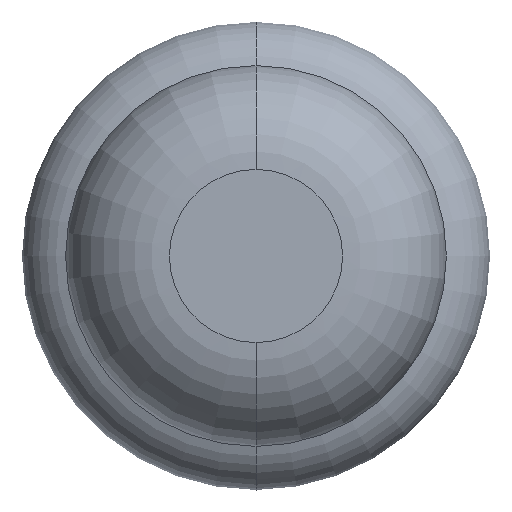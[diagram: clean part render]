
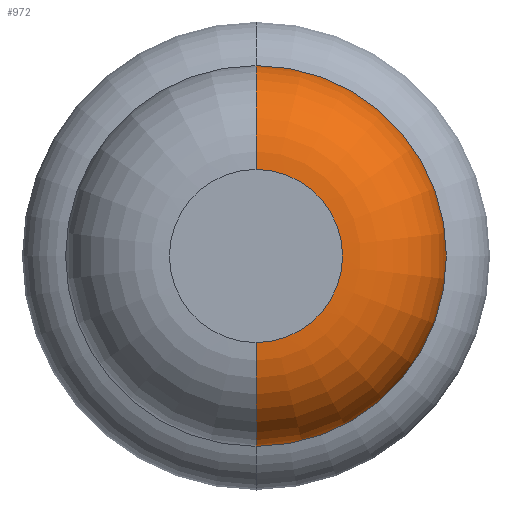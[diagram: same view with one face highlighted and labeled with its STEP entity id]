
A CAD part, front view. The second image highlights one B-rep face of the part: STEP entity #972.
In plain terms, the highlighted toroidal (fillet/blend) face has major radius 0.375 mm and minor radius 0.45 mm.
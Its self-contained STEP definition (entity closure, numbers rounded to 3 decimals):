
#69 = ORIENTED_EDGE ( 'NONE', *, *, #2879, .T. ) ;
#234 = DIRECTION ( 'NONE',  ( 1., 0., 0. ) ) ;
#510 = DIRECTION ( 'NONE',  ( 0., 0., 1. ) ) ;
#623 = AXIS2_PLACEMENT_3D ( 'NONE', #2091, #4565, #2803 ) ;
#637 = ORIENTED_EDGE ( 'NONE', *, *, #1873, .T. ) ;
#692 = ORIENTED_EDGE ( 'NONE', *, *, #731, .F. ) ;
#694 = CIRCLE ( 'NONE', #4312, 0.825 ) ;
#717 = VERTEX_POINT ( 'NONE', #2652 ) ;
#731 = EDGE_CURVE ( 'NONE', #2076, #2857, #1740, .T. ) ;
#972 = ADVANCED_FACE ( 'Defeature ausgef�hrt6_45', ( #4368 ), #4659, .T. ) ;
#1142 = CARTESIAN_POINT ( 'NONE',  ( 0., -26., 0.375 ) ) ;
#1170 = AXIS2_PLACEMENT_3D ( 'NONE', #1405, #3905, #4276 ) ;
#1211 = AXIS2_PLACEMENT_3D ( 'NONE', #3625, #3670, #1857 ) ;
#1405 = CARTESIAN_POINT ( 'NONE',  ( 0., -25.55, 0.375 ) ) ;
#1497 = CIRCLE ( 'NONE', #1211, 0.375 ) ;
#1538 = EDGE_LOOP ( 'NONE', ( #69, #637, #4234, #692 ) ) ;
#1740 = CIRCLE ( 'NONE', #1170, 0.45 ) ;
#1857 = DIRECTION ( 'NONE',  ( 0., 0., 1. ) ) ;
#1873 = EDGE_CURVE ( 'NONE', #717, #4075, #3157, .T. ) ;
#1883 = CARTESIAN_POINT ( 'NONE',  ( 0., -25.55, 0.825 ) ) ;
#2025 = DIRECTION ( 'NONE',  ( 0., 1., 0. ) ) ;
#2076 = VERTEX_POINT ( 'NONE', #1142 ) ;
#2091 = CARTESIAN_POINT ( 'NONE',  ( 0., -25.55, 0. ) ) ;
#2617 = EDGE_CURVE ( 'Defeature ausgef�hrt6_46+Defeature ausgef�hrt6_45+Defeature ausgef�hrt6_45+Defeature ausgef�hrt6_45', #2857, #4075, #694, .T. ) ;
#2652 = CARTESIAN_POINT ( 'NONE',  ( 0., -26., -0.375 ) ) ;
#2803 = DIRECTION ( 'NONE',  ( 0., 0., 1. ) ) ;
#2857 = VERTEX_POINT ( 'NONE', #1883 ) ;
#2879 = EDGE_CURVE ( 'Defeature ausgef�hrt6_45+Defeature ausgef�hrt6_44+Defeature ausgef�hrt6_44+Defeature ausgef�hrt6_44', #2076, #717, #1497, .T. ) ;
#3155 = CARTESIAN_POINT ( 'NONE',  ( 0., -25.55, -0.375 ) ) ;
#3157 = CIRCLE ( 'NONE', #4681, 0.45 ) ;
#3409 = CARTESIAN_POINT ( 'NONE',  ( 0., -25.55, -0.825 ) ) ;
#3420 = CARTESIAN_POINT ( 'NONE',  ( 0., -25.55, 0. ) ) ;
#3504 = DIRECTION ( 'NONE',  ( 0., 0., -1. ) ) ;
#3625 = CARTESIAN_POINT ( 'NONE',  ( 0., -26., 0. ) ) ;
#3670 = DIRECTION ( 'NONE',  ( 0., 1., 0. ) ) ;
#3905 = DIRECTION ( 'NONE',  ( -1., 0., 0. ) ) ;
#4075 = VERTEX_POINT ( 'NONE', #3409 ) ;
#4234 = ORIENTED_EDGE ( 'NONE', *, *, #2617, .F. ) ;
#4276 = DIRECTION ( 'NONE',  ( 0., 0., 1. ) ) ;
#4312 = AXIS2_PLACEMENT_3D ( 'NONE', #3420, #2025, #510 ) ;
#4368 = FACE_OUTER_BOUND ( 'NONE', #1538, .T. ) ;
#4565 = DIRECTION ( 'NONE',  ( 0., 1., 0. ) ) ;
#4659 = TOROIDAL_SURFACE ( 'NONE', #623, 0.375, 0.45 ) ;
#4681 = AXIS2_PLACEMENT_3D ( 'NONE', #3155, #234, #3504 ) ;
